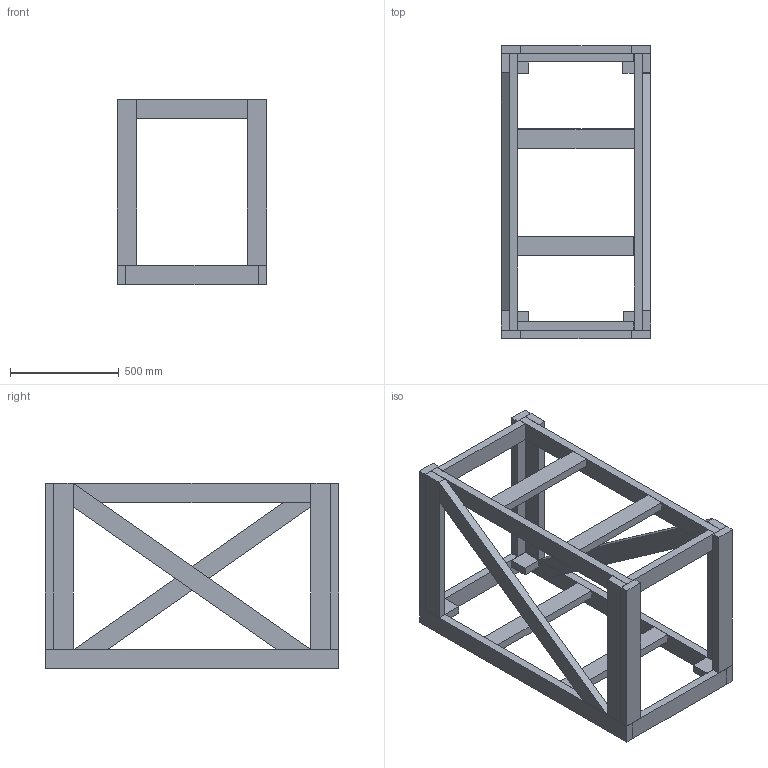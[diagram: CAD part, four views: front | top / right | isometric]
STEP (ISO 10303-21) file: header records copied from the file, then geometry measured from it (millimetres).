
FILE_DESCRIPTION(/* description */ (''),/* implementation_level */ '2;1');
FILE_NAME(/* name */ 'farmbot cart 2.0 v11 v2.step',/* time_stamp */ '2022-10-03T08:41:53-05:00',/* author */ (''),/* organization */ (''),/* preprocessor_version */ 'ST-DEVELOPER v19',/* originating_system */ 'Autodesk Translation Framework v11.7.0.108',/* authorisation */ '');
FILE_SCHEMA (('AUTOMOTIVE_DESIGN { 1 0 10303 214 3 1 1 }'));
Length unit declared in the file: millimetre
Products named in the file (3): farmbot cart 2.0 v11; Component1; Component2
Assembly tree (2 placements, depth 2):
  farmbot cart 2.0 v11
    Component1
    Component2
Bounding box: 686.12 x 1346.2 x 851.18 mm (x, y, z)
Volume: 63757154.4 mm3; surface area: 4960583.5 mm2
Topology: 26 solids, 26 shells, 156 faces, 312 edges, 208 vertices
Faces by surface type: plane 156
Entity records: 4019 total; most frequent: CARTESIAN_POINT 681, DIRECTION 634, ORIENTED_EDGE 624, LINE 312, VECTOR 312, EDGE_CURVE 312, VERTEX_POINT 208, AXIS2_PLACEMENT_3D 161
